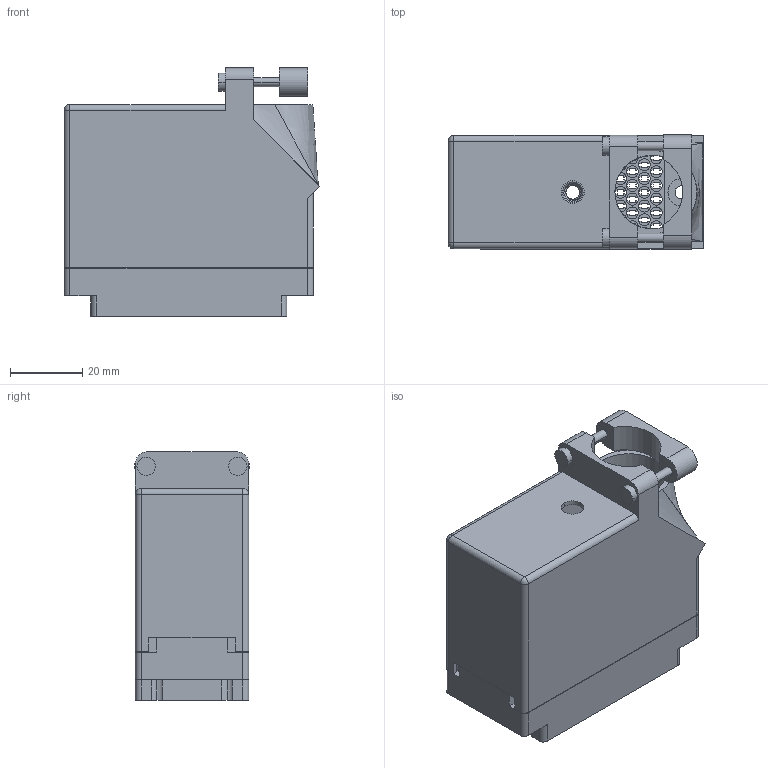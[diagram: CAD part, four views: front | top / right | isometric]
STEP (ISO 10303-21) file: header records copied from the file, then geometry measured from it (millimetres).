
FILE_DESCRIPTION (( 'STEP AP203' ), '1' );
FILE_NAME ('516-090-000-516.STEP', '2020-03-10T16:34:49', ( '' ), ( '' ), 'SwSTEP 2.0', 'SolidWorks 2016', '' );
FILE_SCHEMA (( 'CONFIG_CONTROL_DESIGN' ));
Length unit declared in the file: inch
Products named in the file (4): 516-230-001_Plastic - 090 Top Entry; 516-252-095-100; 516 Plug Insulator_090; 516-090-000-516
Assembly tree (3 placements, depth 2):
  516-090-000-516
    516 Plug Insulator_090
    516-230-001_Plastic - 090 Top Entry
    516-252-095-100
Bounding box: 70.83 x 31.75 x 68.73 mm (x, y, z)
Volume: 34301.2 mm3; surface area: 44891.1 mm2
Topology: 3 solids, 3 shells, 1968 faces, 5813 edges, 3869 vertices
Faces by surface type: plane 1431, cylinder 514, cone 12, bspline 9, sphere 2
Entity records: 68365 total; most frequent: CARTESIAN_POINT 13759, ORIENTED_EDGE 11622, DIRECTION 11075, EDGE_CURVE 5811, LINE 4373, VECTOR 4373, VERTEX_POINT 3869, AXIS2_PLACEMENT_3D 3351
